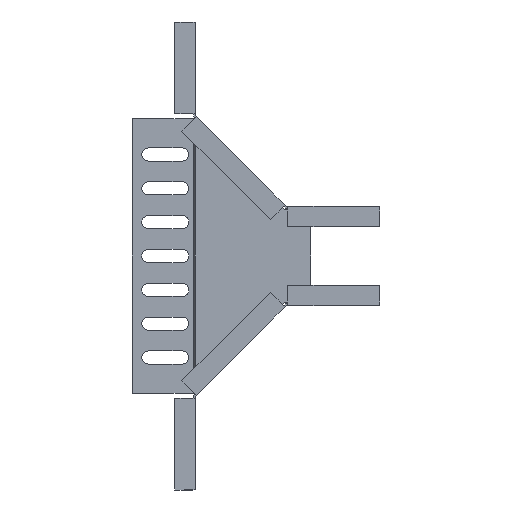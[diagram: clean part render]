
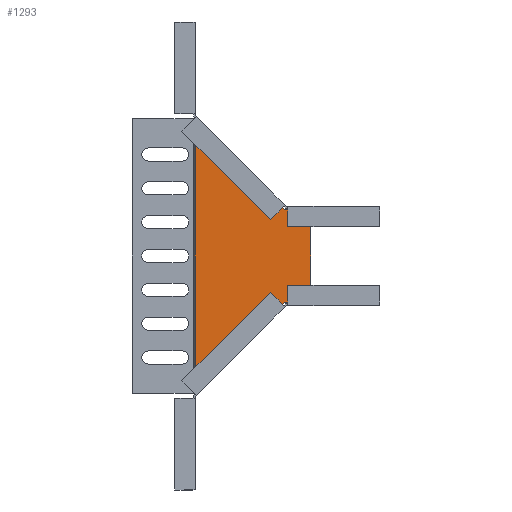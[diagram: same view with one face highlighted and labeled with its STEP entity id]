
A CAD part, front view. The second image highlights one B-rep face of the part: STEP entity #1293.
In plain terms, the highlighted planar face has unit normal (0, -1, 0).
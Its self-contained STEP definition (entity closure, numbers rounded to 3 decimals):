
#37 = EDGE_CURVE ( 'NONE', #2298, #1385, #3250, .T. ) ;
#70 = VERTEX_POINT ( 'NONE', #4902 ) ;
#122 = CARTESIAN_POINT ( 'NONE',  ( -61.443, -1.5, 70.873 ) ) ;
#248 = LINE ( 'NONE', #3039, #402 ) ;
#255 = DIRECTION ( 'NONE',  ( 0., 0., 1. ) ) ;
#358 = CARTESIAN_POINT ( 'NONE',  ( -14., -1.5, 24.5 ) ) ;
#402 = VECTOR ( 'NONE', #3511, 1000. ) ;
#462 = FACE_OUTER_BOUND ( 'NONE', #2053, .T. ) ;
#496 = CARTESIAN_POINT ( 'NONE',  ( -60.747, -1.5, 70.5 ) ) ;
#593 = DIRECTION ( 'NONE',  ( -1., 0., 0. ) ) ;
#653 = VECTOR ( 'NONE', #1421, 1000. ) ;
#803 = LINE ( 'NONE', #2775, #653 ) ;
#856 = EDGE_CURVE ( 'NONE', #4607, #2298, #248, .T. ) ;
#888 = CARTESIAN_POINT ( 'NONE',  ( -14., -1.5, -24.5 ) ) ;
#931 = CARTESIAN_POINT ( 'NONE',  ( -61.443, -1.5, -70.873 ) ) ;
#945 = CARTESIAN_POINT ( 'NONE',  ( -60.747, -1.5, -70.5 ) ) ;
#1007 = VERTEX_POINT ( 'NONE', #945 ) ;
#1014 = CARTESIAN_POINT ( 'NONE',  ( 0., -1.5, -24.5 ) ) ;
#1184 = CARTESIAN_POINT ( 'NONE',  ( -61.443, -1.5, 0. ) ) ;
#1210 = AXIS2_PLACEMENT_3D ( 'NONE', #5234, #3452, #2971 ) ;
#1293 = ADVANCED_FACE ( 'NONE', ( #462 ), #2935, .T. ) ;
#1385 = VERTEX_POINT ( 'NONE', #5740 ) ;
#1397 = CARTESIAN_POINT ( 'NONE',  ( -60.974, -1.5, -70.634 ) ) ;
#1421 = DIRECTION ( 'NONE',  ( -1., 0., 0. ) ) ;
#1657 = VECTOR ( 'NONE', #255, 1000. ) ;
#1690 = CARTESIAN_POINT ( 'NONE',  ( 0., -1.5, 24.5 ) ) ;
#1732 = CARTESIAN_POINT ( 'NONE',  ( -60., -1.5, 70.5 ) ) ;
#1766 = ORIENTED_EDGE ( 'NONE', *, *, #3907, .F. ) ;
#1772 = ORIENTED_EDGE ( 'NONE', *, *, #37, .F. ) ;
#1787 = CARTESIAN_POINT ( 'NONE',  ( -61.206, -1.5, -70.759 ) ) ;
#1804 = CARTESIAN_POINT ( 'NONE',  ( -60.747, -1.5, -70.5 ) ) ;
#1848 = B_SPLINE_CURVE_WITH_KNOTS ( 'NONE', 3,
 ( #496, #3804, #3303, #122 ),
 .UNSPECIFIED., .F., .F.,
 ( 4, 4 ),
 ( 0.007, 0.007 ),
 .UNSPECIFIED. ) ;
#1875 = VERTEX_POINT ( 'NONE', #931 ) ;
#2036 = CARTESIAN_POINT ( 'NONE',  ( -62.5, -1.5, 73. ) ) ;
#2053 = EDGE_LOOP ( 'NONE', ( #1766, #5549, #2862, #3950, #3380, #3551, #5093, #2305, #1772, #3070 ) ) ;
#2168 = DIRECTION ( 'NONE',  ( 0., 0., -1. ) ) ;
#2298 = VERTEX_POINT ( 'NONE', #1690 ) ;
#2305 = ORIENTED_EDGE ( 'NONE', *, *, #2491, .F. ) ;
#2352 = CARTESIAN_POINT ( 'NONE',  ( -62.5, -1.5, -73. ) ) ;
#2491 = EDGE_CURVE ( 'NONE', #1385, #3601, #803, .T. ) ;
#2572 = LINE ( 'NONE', #2352, #3599 ) ;
#2644 = CARTESIAN_POINT ( 'NONE',  ( -60., -1.5, 70.5 ) ) ;
#2671 = EDGE_CURVE ( 'NONE', #1875, #4157, #2747, .T. ) ;
#2747 = LINE ( 'NONE', #1184, #1657 ) ;
#2771 = CARTESIAN_POINT ( 'NONE',  ( -61.443, -1.5, -70.873 ) ) ;
#2775 = CARTESIAN_POINT ( 'NONE',  ( -14., -1.5, -24.5 ) ) ;
#2834 = LINE ( 'NONE', #2036, #3130 ) ;
#2862 = ORIENTED_EDGE ( 'NONE', *, *, #2977, .T. ) ;
#2935 = PLANE ( 'NONE',  #1210 ) ;
#2971 = DIRECTION ( 'NONE',  ( 0., 0., -1. ) ) ;
#2977 = EDGE_CURVE ( 'NONE', #70, #4157, #1848, .T. ) ;
#3039 = CARTESIAN_POINT ( 'NONE',  ( 0., -1.5, 24.5 ) ) ;
#3070 = ORIENTED_EDGE ( 'NONE', *, *, #856, .F. ) ;
#3096 = VECTOR ( 'NONE', #5441, 1000. ) ;
#3130 = VECTOR ( 'NONE', #3493, 1000. ) ;
#3250 = LINE ( 'NONE', #1014, #4332 ) ;
#3303 = CARTESIAN_POINT ( 'NONE',  ( -61.206, -1.5, 70.759 ) ) ;
#3324 = VECTOR ( 'NONE', #593, 1000. ) ;
#3339 = CARTESIAN_POINT ( 'NONE',  ( -60., -1.5, -70.5 ) ) ;
#3359 = DIRECTION ( 'NONE',  ( -0.707, 0., -0.707 ) ) ;
#3380 = ORIENTED_EDGE ( 'NONE', *, *, #4185, .F. ) ;
#3452 = DIRECTION ( 'NONE',  ( 0., -1., 0. ) ) ;
#3493 = DIRECTION ( 'NONE',  ( 0.707, 0., -0.707 ) ) ;
#3511 = DIRECTION ( 'NONE',  ( 1., 0., 0. ) ) ;
#3551 = ORIENTED_EDGE ( 'NONE', *, *, #3827, .F. ) ;
#3599 = VECTOR ( 'NONE', #3359, 1000. ) ;
#3601 = VERTEX_POINT ( 'NONE', #888 ) ;
#3804 = CARTESIAN_POINT ( 'NONE',  ( -60.974, -1.5, 70.634 ) ) ;
#3827 = EDGE_CURVE ( 'NONE', #5392, #1007, #5125, .T. ) ;
#3907 = EDGE_CURVE ( 'NONE', #4608, #4607, #2834, .T. ) ;
#3950 = ORIENTED_EDGE ( 'NONE', *, *, #2671, .F. ) ;
#4157 = VERTEX_POINT ( 'NONE', #5500 ) ;
#4185 = EDGE_CURVE ( 'NONE', #1007, #1875, #5064, .T. ) ;
#4332 = VECTOR ( 'NONE', #2168, 1000. ) ;
#4607 = VERTEX_POINT ( 'NONE', #358 ) ;
#4608 = VERTEX_POINT ( 'NONE', #2644 ) ;
#4902 = CARTESIAN_POINT ( 'NONE',  ( -60.747, -1.5, 70.5 ) ) ;
#5064 = B_SPLINE_CURVE_WITH_KNOTS ( 'NONE', 3,
 ( #1804, #1397, #1787, #2771 ),
 .UNSPECIFIED., .F., .F.,
 ( 4, 4 ),
 ( 0.007, 0.007 ),
 .UNSPECIFIED. ) ;
#5093 = ORIENTED_EDGE ( 'NONE', *, *, #5506, .F. ) ;
#5110 = LINE ( 'NONE', #1732, #3096 ) ;
#5125 = LINE ( 'NONE', #5732, #3324 ) ;
#5234 = CARTESIAN_POINT ( 'NONE',  ( 0., -1.5, 0. ) ) ;
#5392 = VERTEX_POINT ( 'NONE', #3339 ) ;
#5441 = DIRECTION ( 'NONE',  ( -1., 0., 0. ) ) ;
#5500 = CARTESIAN_POINT ( 'NONE',  ( -61.443, -1.5, 70.873 ) ) ;
#5506 = EDGE_CURVE ( 'NONE', #3601, #5392, #2572, .T. ) ;
#5549 = ORIENTED_EDGE ( 'NONE', *, *, #5765, .T. ) ;
#5732 = CARTESIAN_POINT ( 'NONE',  ( 0., -1.5, -70.5 ) ) ;
#5740 = CARTESIAN_POINT ( 'NONE',  ( 0., -1.5, -24.5 ) ) ;
#5765 = EDGE_CURVE ( 'NONE', #4608, #70, #5110, .T. ) ;
